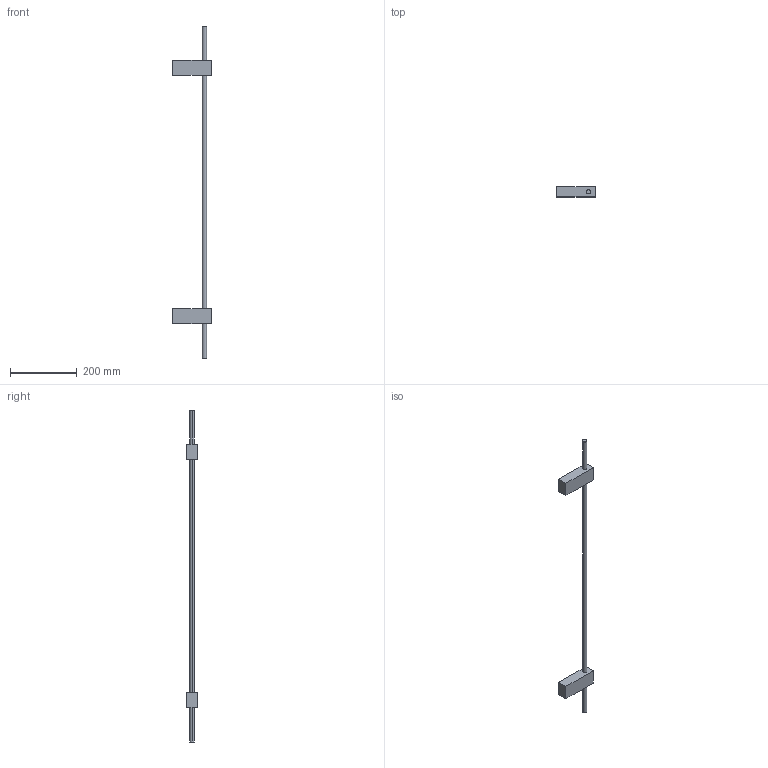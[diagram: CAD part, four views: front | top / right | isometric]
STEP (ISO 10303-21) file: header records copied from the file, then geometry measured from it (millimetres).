
FILE_DESCRIPTION (( 'STEP AP214' ), '1' );
FILE_NAME ('LWA391.STEP', '2021-12-01T08:47:09', ( 'GH' ), ( 'Microsoft' ), 'SwSTEP 2.0', 'SolidWorks 2013', '' );
FILE_SCHEMA (( 'AUTOMOTIVE_DESIGN' ));
Length unit declared in the file: millimetre
Products named in the file (1): LWA391
Bounding box: 115 x 30 x 994 mm (x, y, z)
Volume: 421437.5 mm3; surface area: 75400 mm2
Topology: 2 solids, 2 shells, 24 faces, 48 edges, 32 vertices
Faces by surface type: plane 16, cylinder 8
Entity records: 935 total; most frequent: DIRECTION 114, CARTESIAN_POINT 105, ORIENTED_EDGE 96, EDGE_CURVE 48, AXIS2_PLACEMENT_3D 41, LINE 32, VERTEX_POINT 32, VECTOR 32
